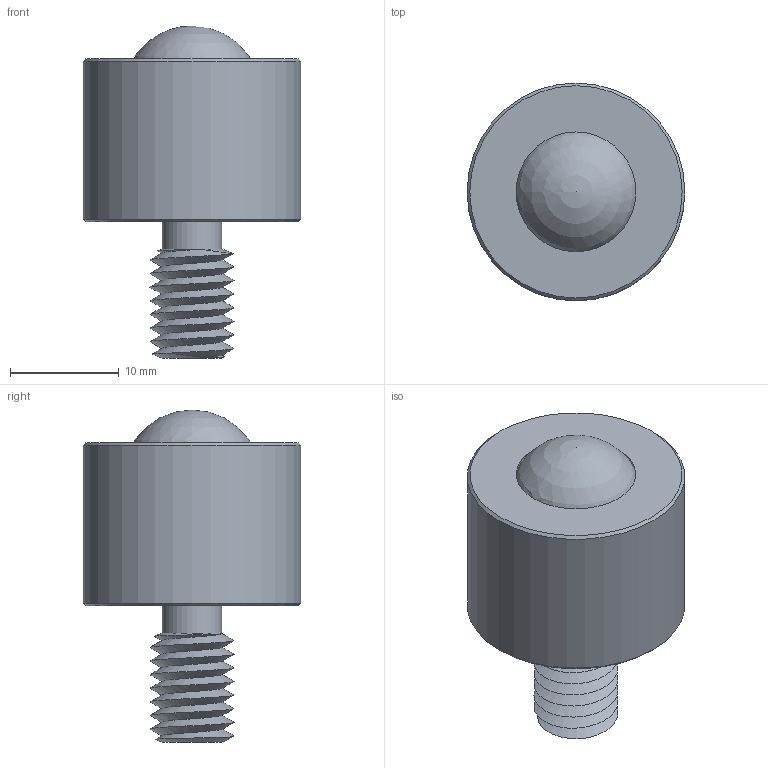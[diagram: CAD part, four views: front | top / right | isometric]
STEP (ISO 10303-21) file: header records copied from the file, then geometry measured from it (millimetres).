
FILE_DESCRIPTION(/* description */ (''),/* implementation_level */ '2;1');
FILE_NAME(/* name */ 'Roller bearing.step',/* time_stamp */ '2020-04-14T17:06:35+01:00',/* author */ (''),/* organization */ (''),/* preprocessor_version */ 'ST-DEVELOPER v18.1',/* originating_system */ 'Autodesk Translation Framework v9.2.0.1227',/* authorisation */ '');
FILE_SCHEMA (('AUTOMOTIVE_DESIGN { 1 0 10303 214 3 1 1 }'));
Length unit declared in the file: millimetre
Products named in the file (1): Roller bearing
Bounding box: 20 x 20 x 30.5 mm (x, y, z)
Volume: 5868.6 mm3; surface area: 2638.8 mm2
Topology: 2 solids, 2 shells, 14 faces, 27 edges, 17 vertices
Faces by surface type: cone 4, plane 4, cylinder 3, bspline 2, sphere 1
Full cylindrical faces by diameter (mm): 5.5 x1, 11 x1, 20 x1
Entity records: 1580 total; most frequent: CARTESIAN_POINT 1266, DIRECTION 53, ORIENTED_EDGE 50, EDGE_CURVE 25, AXIS2_PLACEMENT_3D 23, VERTEX_POINT 17, EDGE_LOOP 16, FACE_OUTER_BOUND 14
